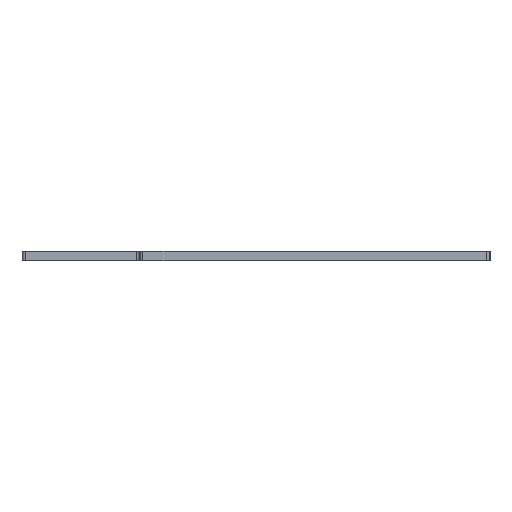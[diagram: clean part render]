
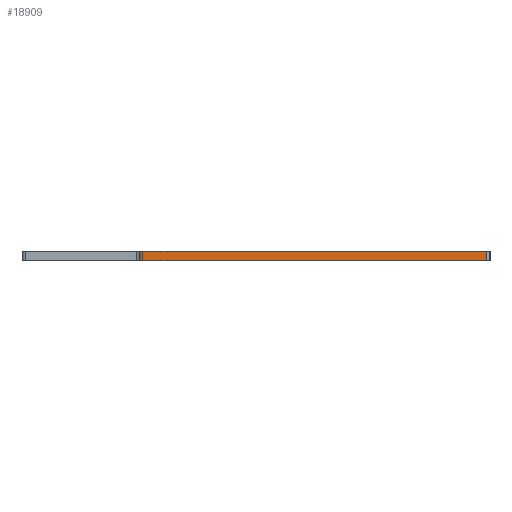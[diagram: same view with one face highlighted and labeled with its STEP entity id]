
A CAD part, left-side view. The second image highlights one B-rep face of the part: STEP entity #18909.
In plain terms, the highlighted planar face has unit normal (-1, 0, 0).
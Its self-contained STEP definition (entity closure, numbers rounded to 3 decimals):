
#83 = PLANE('',#84);
#84 = AXIS2_PLACEMENT_3D('',#85,#86,#87);
#85 = CARTESIAN_POINT('',(150.169,-86.474,1.6));
#86 = DIRECTION('',(0.,0.,1.));
#87 = DIRECTION('',(1.,0.,-0.));
#137 = PLANE('',#138);
#138 = AXIS2_PLACEMENT_3D('',#139,#140,#141);
#139 = CARTESIAN_POINT('',(150.169,-86.474,0.));
#140 = DIRECTION('',(0.,0.,1.));
#141 = DIRECTION('',(1.,0.,-0.));
#391 = VERTEX_POINT('',#392);
#392 = CARTESIAN_POINT('',(55.194,-67.3,0.));
#407 = CYLINDRICAL_SURFACE('',#408,0.5);
#408 = AXIS2_PLACEMENT_3D('',#409,#410,#411);
#409 = CARTESIAN_POINT('',(55.694,-67.3,0.));
#410 = DIRECTION('',(-0.,-0.,-1.));
#411 = DIRECTION('',(1.,0.,-0.));
#419 = EDGE_CURVE('',#391,#420,#422,.T.);
#420 = VERTEX_POINT('',#421);
#421 = CARTESIAN_POINT('',(55.194,-122.9,0.));
#422 = SURFACE_CURVE('',#423,(#427,#434),.PCURVE_S1.);
#423 = LINE('',#424,#425);
#424 = CARTESIAN_POINT('',(55.194,-67.3,0.));
#425 = VECTOR('',#426,1.);
#426 = DIRECTION('',(0.,-1.,0.));
#427 = PCURVE('',#137,#428);
#428 = DEFINITIONAL_REPRESENTATION('',(#429),#433);
#429 = LINE('',#430,#431);
#430 = CARTESIAN_POINT('',(-94.975,19.174));
#431 = VECTOR('',#432,1.);
#432 = DIRECTION('',(0.,-1.));
#433 = ( GEOMETRIC_REPRESENTATION_CONTEXT(2) 
PARAMETRIC_REPRESENTATION_CONTEXT() REPRESENTATION_CONTEXT('2D SPACE',''
  ) );
#434 = PCURVE('',#435,#440);
#435 = PLANE('',#436);
#436 = AXIS2_PLACEMENT_3D('',#437,#438,#439);
#437 = CARTESIAN_POINT('',(55.194,-67.3,0.));
#438 = DIRECTION('',(1.,0.,-0.));
#439 = DIRECTION('',(0.,-1.,0.));
#440 = DEFINITIONAL_REPRESENTATION('',(#441),#445);
#441 = LINE('',#442,#443);
#442 = CARTESIAN_POINT('',(0.,0.));
#443 = VECTOR('',#444,1.);
#444 = DIRECTION('',(1.,0.));
#445 = ( GEOMETRIC_REPRESENTATION_CONTEXT(2) 
PARAMETRIC_REPRESENTATION_CONTEXT() REPRESENTATION_CONTEXT('2D SPACE',''
  ) );
#464 = CYLINDRICAL_SURFACE('',#465,0.5);
#465 = AXIS2_PLACEMENT_3D('',#466,#467,#468);
#466 = CARTESIAN_POINT('',(55.694,-122.9,0.));
#467 = DIRECTION('',(-0.,-0.,-1.));
#468 = DIRECTION('',(1.,0.,-0.));
#10432 = VERTEX_POINT('',#10433);
#10433 = CARTESIAN_POINT('',(55.194,-67.3,1.6));
#10455 = EDGE_CURVE('',#10432,#10456,#10458,.T.);
#10456 = VERTEX_POINT('',#10457);
#10457 = CARTESIAN_POINT('',(55.194,-122.9,1.6));
#10458 = SURFACE_CURVE('',#10459,(#10463,#10470),.PCURVE_S1.);
#10459 = LINE('',#10460,#10461);
#10460 = CARTESIAN_POINT('',(55.194,-67.3,1.6));
#10461 = VECTOR('',#10462,1.);
#10462 = DIRECTION('',(0.,-1.,0.));
#10463 = PCURVE('',#83,#10464);
#10464 = DEFINITIONAL_REPRESENTATION('',(#10465),#10469);
#10465 = LINE('',#10466,#10467);
#10466 = CARTESIAN_POINT('',(-94.975,19.174));
#10467 = VECTOR('',#10468,1.);
#10468 = DIRECTION('',(0.,-1.));
#10469 = ( GEOMETRIC_REPRESENTATION_CONTEXT(2) 
PARAMETRIC_REPRESENTATION_CONTEXT() REPRESENTATION_CONTEXT('2D SPACE',''
  ) );
#10470 = PCURVE('',#435,#10471);
#10471 = DEFINITIONAL_REPRESENTATION('',(#10472),#10476);
#10472 = LINE('',#10473,#10474);
#10473 = CARTESIAN_POINT('',(0.,-1.6));
#10474 = VECTOR('',#10475,1.);
#10475 = DIRECTION('',(1.,0.));
#10476 = ( GEOMETRIC_REPRESENTATION_CONTEXT(2) 
PARAMETRIC_REPRESENTATION_CONTEXT() REPRESENTATION_CONTEXT('2D SPACE',''
  ) );
#18861 = EDGE_CURVE('',#391,#10432,#18862,.T.);
#18862 = SURFACE_CURVE('',#18863,(#18867,#18874),.PCURVE_S1.);
#18863 = LINE('',#18864,#18865);
#18864 = CARTESIAN_POINT('',(55.194,-67.3,0.));
#18865 = VECTOR('',#18866,1.);
#18866 = DIRECTION('',(0.,0.,1.));
#18867 = PCURVE('',#407,#18868);
#18868 = DEFINITIONAL_REPRESENTATION('',(#18869),#18873);
#18869 = LINE('',#18870,#18871);
#18870 = CARTESIAN_POINT('',(-3.142,0.));
#18871 = VECTOR('',#18872,1.);
#18872 = DIRECTION('',(-0.,-1.));
#18873 = ( GEOMETRIC_REPRESENTATION_CONTEXT(2) 
PARAMETRIC_REPRESENTATION_CONTEXT() REPRESENTATION_CONTEXT('2D SPACE',''
  ) );
#18874 = PCURVE('',#435,#18875);
#18875 = DEFINITIONAL_REPRESENTATION('',(#18876),#18880);
#18876 = LINE('',#18877,#18878);
#18877 = CARTESIAN_POINT('',(0.,0.));
#18878 = VECTOR('',#18879,1.);
#18879 = DIRECTION('',(0.,-1.));
#18880 = ( GEOMETRIC_REPRESENTATION_CONTEXT(2) 
PARAMETRIC_REPRESENTATION_CONTEXT() REPRESENTATION_CONTEXT('2D SPACE',''
  ) );
#18909 = ADVANCED_FACE('',(#18910),#435,.F.);
#18910 = FACE_BOUND('',#18911,.F.);
#18911 = EDGE_LOOP('',(#18912,#18913,#18914,#18935));
#18912 = ORIENTED_EDGE('',*,*,#18861,.T.);
#18913 = ORIENTED_EDGE('',*,*,#10455,.T.);
#18914 = ORIENTED_EDGE('',*,*,#18915,.F.);
#18915 = EDGE_CURVE('',#420,#10456,#18916,.T.);
#18916 = SURFACE_CURVE('',#18917,(#18921,#18928),.PCURVE_S1.);
#18917 = LINE('',#18918,#18919);
#18918 = CARTESIAN_POINT('',(55.194,-122.9,0.));
#18919 = VECTOR('',#18920,1.);
#18920 = DIRECTION('',(0.,0.,1.));
#18921 = PCURVE('',#435,#18922);
#18922 = DEFINITIONAL_REPRESENTATION('',(#18923),#18927);
#18923 = LINE('',#18924,#18925);
#18924 = CARTESIAN_POINT('',(55.6,0.));
#18925 = VECTOR('',#18926,1.);
#18926 = DIRECTION('',(0.,-1.));
#18927 = ( GEOMETRIC_REPRESENTATION_CONTEXT(2) 
PARAMETRIC_REPRESENTATION_CONTEXT() REPRESENTATION_CONTEXT('2D SPACE',''
  ) );
#18928 = PCURVE('',#464,#18929);
#18929 = DEFINITIONAL_REPRESENTATION('',(#18930),#18934);
#18930 = LINE('',#18931,#18932);
#18931 = CARTESIAN_POINT('',(-3.142,0.));
#18932 = VECTOR('',#18933,1.);
#18933 = DIRECTION('',(-0.,-1.));
#18934 = ( GEOMETRIC_REPRESENTATION_CONTEXT(2) 
PARAMETRIC_REPRESENTATION_CONTEXT() REPRESENTATION_CONTEXT('2D SPACE',''
  ) );
#18935 = ORIENTED_EDGE('',*,*,#419,.F.);
